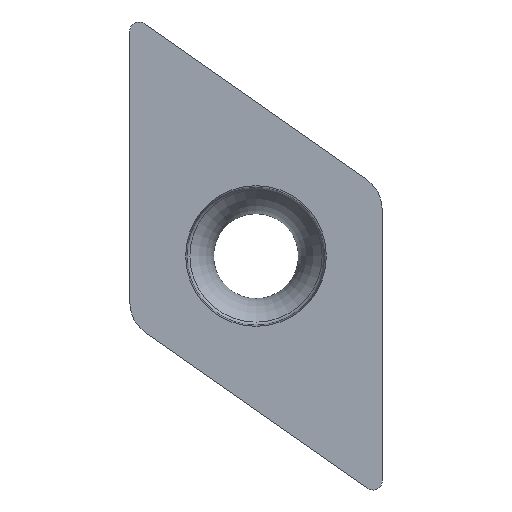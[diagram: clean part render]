
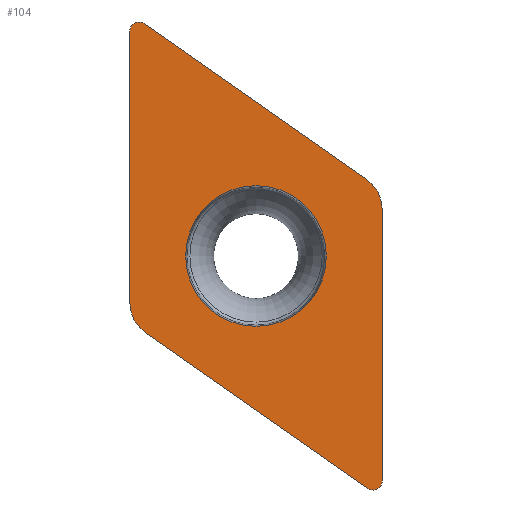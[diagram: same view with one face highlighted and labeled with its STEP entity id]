
A CAD part, top view. The second image highlights one B-rep face of the part: STEP entity #104.
In plain terms, the highlighted planar face has unit normal (0, 0, 1).
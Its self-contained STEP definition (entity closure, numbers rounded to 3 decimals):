
#104=ADVANCED_FACE('',(#223,#224),#116,.T.);
#116=PLANE('',#646);
#132=LINE('',#939,#174);
#141=LINE('',#957,#183);
#146=LINE('',#1039,#189);
#155=LINE('',#1057,#198);
#174=VECTOR('',#672,1.);
#183=VECTOR('',#683,1.);
#189=VECTOR('',#693,1.);
#198=VECTOR('',#704,1.);
#223=FACE_BOUND('',#257,.T.);
#224=FACE_BOUND('',#258,.T.);
#257=EDGE_LOOP('',(#394));
#258=EDGE_LOOP('',(#395,#396,#397,#398,#399,#400,#401,#402));
#394=ORIENTED_EDGE('',*,*,#514,.F.);
#395=ORIENTED_EDGE('',*,*,#518,.F.);
#396=ORIENTED_EDGE('',*,*,#500,.T.);
#397=ORIENTED_EDGE('',*,*,#516,.T.);
#398=ORIENTED_EDGE('',*,*,#493,.T.);
#399=ORIENTED_EDGE('',*,*,#522,.F.);
#400=ORIENTED_EDGE('',*,*,#484,.T.);
#401=ORIENTED_EDGE('',*,*,#520,.T.);
#402=ORIENTED_EDGE('',*,*,#509,.T.);
#432=VERTEX_POINT('',#938);
#433=VERTEX_POINT('',#940);
#440=VERTEX_POINT('',#956);
#441=VERTEX_POINT('',#958);
#444=VERTEX_POINT('',#1038);
#445=VERTEX_POINT('',#1040);
#452=VERTEX_POINT('',#1056);
#453=VERTEX_POINT('',#1058);
#455=VERTEX_POINT('',#1136);
#484=EDGE_CURVE('',#433,#432,#132,.T.);
#493=EDGE_CURVE('',#441,#440,#141,.T.);
#500=EDGE_CURVE('',#445,#444,#146,.T.);
#509=EDGE_CURVE('',#453,#452,#155,.T.);
#514=EDGE_CURVE('',#455,#455,#541,.T.);
#516=EDGE_CURVE('',#444,#441,#542,.T.);
#518=EDGE_CURVE('',#445,#452,#543,.T.);
#520=EDGE_CURVE('',#432,#453,#544,.T.);
#522=EDGE_CURVE('',#433,#440,#545,.T.);
#541=CIRCLE('',#619,3.065);
#542=CIRCLE('',#621,1.6);
#543=CIRCLE('',#623,0.397);
#544=CIRCLE('',#625,1.6);
#545=CIRCLE('',#627,0.397);
#619=AXIS2_PLACEMENT_3D('',#1135,#713,#714);
#621=AXIS2_PLACEMENT_3D('',#1146,#717,#718);
#623=AXIS2_PLACEMENT_3D('',#1155,#721,#722);
#625=AXIS2_PLACEMENT_3D('',#1165,#725,#726);
#627=AXIS2_PLACEMENT_3D('',#1174,#729,#730);
#646=AXIS2_PLACEMENT_3D('',#1263,#779,#780);
#672=DIRECTION('',(0.,1.,0.));
#683=DIRECTION('',(0.819,-0.574,0.));
#693=DIRECTION('',(0.,-1.,0.));
#704=DIRECTION('',(-0.819,0.574,0.));
#713=DIRECTION('',(0.,0.,1.));
#714=DIRECTION('',(1.,0.,0.));
#717=DIRECTION('',(0.,0.,1.));
#718=DIRECTION('',(1.,0.,0.));
#721=DIRECTION('',(0.,0.,-1.));
#722=DIRECTION('',(1.,0.,0.));
#725=DIRECTION('',(0.,0.,1.));
#726=DIRECTION('',(1.,0.,0.));
#729=DIRECTION('',(0.,0.,-1.));
#730=DIRECTION('',(1.,0.,0.));
#779=DIRECTION('',(0.,0.,1.));
#780=DIRECTION('',(1.,0.,0.));
#938=CARTESIAN_POINT('',(5.5,2.03,0.));
#939=CARTESIAN_POINT('',(5.5,7.722,0.));
#940=CARTESIAN_POINT('',(5.5,-9.803,0.));
#956=CARTESIAN_POINT('',(4.875,-10.128,0.));
#957=CARTESIAN_POINT('',(-9.48,-0.076,0.));
#958=CARTESIAN_POINT('',(-4.818,-3.341,0.));
#1038=CARTESIAN_POINT('',(-5.5,-2.03,0.));
#1039=CARTESIAN_POINT('',(-5.5,-7.722,0.));
#1040=CARTESIAN_POINT('',(-5.5,9.803,0.));
#1056=CARTESIAN_POINT('',(-4.875,10.128,0.));
#1057=CARTESIAN_POINT('',(9.48,0.076,0.));
#1058=CARTESIAN_POINT('',(4.818,3.341,0.));
#1135=CARTESIAN_POINT('',(0.,0.,0.));
#1136=CARTESIAN_POINT('',(3.065,0.,0.));
#1146=CARTESIAN_POINT('',(-3.9,-2.03,0.));
#1155=CARTESIAN_POINT('',(-5.103,9.803,0.));
#1165=CARTESIAN_POINT('',(3.9,2.03,0.));
#1174=CARTESIAN_POINT('',(5.103,-9.803,0.));
#1263=CARTESIAN_POINT('',(0.,0.,0.));
